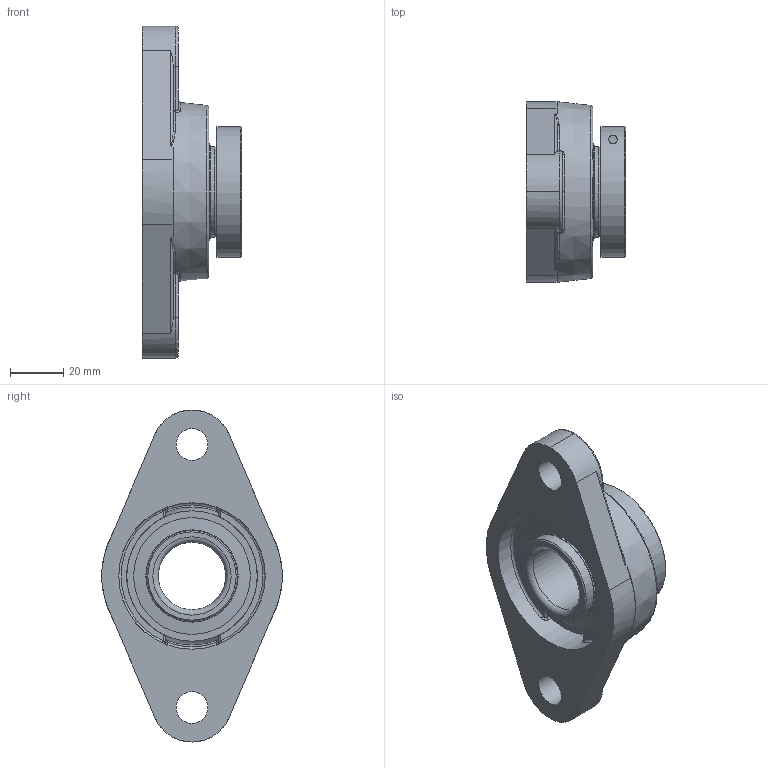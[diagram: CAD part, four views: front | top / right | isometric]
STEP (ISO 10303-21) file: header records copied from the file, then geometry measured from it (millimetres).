
FILE_DESCRIPTION(('HOOPS Exchange Step'),'2;1');
FILE_NAME('export-7ADCC409-ABD1-4323-8A1C-9AEF63E3A101.stp','2020-05-28T09:57:54-07:00',('dkerr'),('Alibre'),'HOOPS Exchange 2020.0','Alibre','Unknown authorisation');
FILE_SCHEMA( ('AP242_MANAGED_MODEL_BASED_3D_ENGINEERING_MIM_LF {1 0 10303 442 1 1 4 }') );
Length unit declared in the file: inch
Products named in the file (8): MRN SFTM L4L 205; MRN SUE 205-16 L4L (1.0) (Race); MRN SUE 205 L4L (Ball); MRN SUE 205 L4L (Shield); MRN SUE 205 L4L (Lock Ring); MRN SUE 205 L4L (Bolt); MRN SUE 205-16 L4L (1.0); MRN SUESFTM 205-16 L4L (1.000inch)
Assembly tree (7 placements, depth 3):
  MRN SUESFTM 205-16 L4L (1.000inch)
    MRN SFTM L4L 205
    MRN SUE 205-16 L4L (1.0)
      MRN SUE 205-16 L4L (1.0) (Race)
      MRN SUE 205 L4L (Ball)
      MRN SUE 205 L4L (Shield)
      MRN SUE 205 L4L (Lock Ring)
      MRN SUE 205 L4L (Bolt)
Bounding box: 37.3 x 68 x 125 mm (x, y, z)
Volume: 88800.2 mm3; surface area: 41340.5 mm2
Topology: 16 solids, 16 shells, 226 faces, 621 edges, 407 vertices
Faces by surface type: plane 70, cylinder 62, torus 32, cone 30, sphere 16, bspline 16
Full cylindrical faces by diameter (mm): 3.242 x2, 4 x1, 7 x1, 12 x2, 25.4 x1, 34.225 x4, 34.733 x2, 44 x4, 55.143 x1, 60.25 x1
Entity records: 15791 total; most frequent: CARTESIAN_POINT 9948, DIRECTION 1197, ORIENTED_EDGE 1192, EDGE_CURVE 596, AXIS2_PLACEMENT_3D 507, VERTEX_POINT 407, CIRCLE 274, EDGE_LOOP 249
